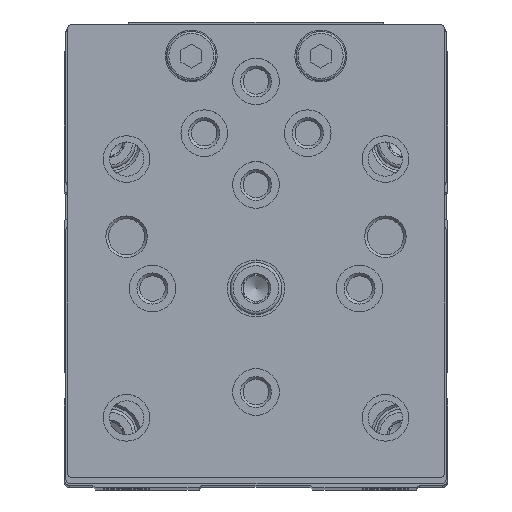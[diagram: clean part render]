
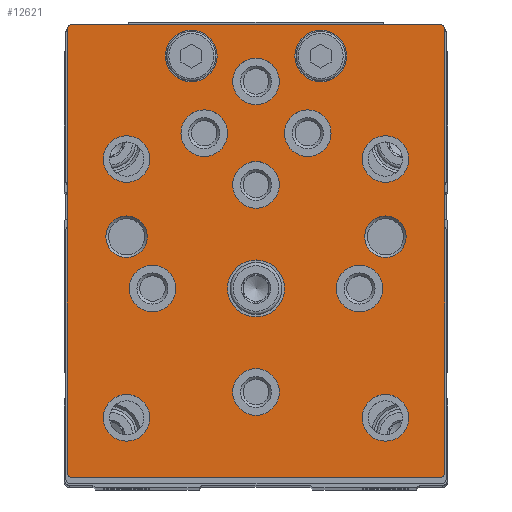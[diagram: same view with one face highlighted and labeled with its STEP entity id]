
A CAD part, top view. The second image highlights one B-rep face of the part: STEP entity #12621.
In plain terms, the highlighted planar face has unit normal (0, 0, 1).
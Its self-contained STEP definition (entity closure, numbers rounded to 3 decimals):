
#544=PLANE('',#13944);
#1108=CIRCLE('',#13930,1.);
#1110=CIRCLE('',#13934,1.);
#1112=CIRCLE('',#13938,1.);
#1114=CIRCLE('',#13942,1.);
#1115=CIRCLE('',#13945,5.5);
#1116=CIRCLE('',#13946,4.);
#1117=CIRCLE('',#13947,4.);
#1118=CIRCLE('',#13948,4.5);
#1119=CIRCLE('',#13949,4.5);
#1120=CIRCLE('',#13950,4.5);
#1121=CIRCLE('',#13951,4.5);
#1122=CIRCLE('',#13952,4.5);
#1123=CIRCLE('',#13953,4.5);
#1124=CIRCLE('',#13954,4.5);
#1125=CIRCLE('',#13955,4.5);
#1126=CIRCLE('',#13956,4.5);
#1127=CIRCLE('',#13957,4.5);
#1128=CIRCLE('',#13958,4.5);
#1129=CIRCLE('',#13959,5.);
#1130=CIRCLE('',#13960,5.);
#2045=LINE('',#21586,#2961);
#2049=LINE('',#21598,#2965);
#2053=LINE('',#21610,#2969);
#2057=LINE('',#21620,#2973);
#2961=VECTOR('',#17343,1000.);
#2965=VECTOR('',#17355,1000.);
#2969=VECTOR('',#17367,1000.);
#2973=VECTOR('',#17379,1000.);
#5990=ORIENTED_EDGE('',*,*,#7878,.T.);
#5991=ORIENTED_EDGE('',*,*,#7879,.T.);
#5992=ORIENTED_EDGE('',*,*,#7880,.T.);
#5993=ORIENTED_EDGE('',*,*,#7881,.T.);
#5994=ORIENTED_EDGE('',*,*,#7882,.T.);
#5995=ORIENTED_EDGE('',*,*,#7883,.T.);
#5996=ORIENTED_EDGE('',*,*,#7884,.T.);
#5997=ORIENTED_EDGE('',*,*,#7885,.T.);
#5998=ORIENTED_EDGE('',*,*,#7886,.T.);
#5999=ORIENTED_EDGE('',*,*,#7887,.T.);
#6000=ORIENTED_EDGE('',*,*,#7888,.T.);
#6001=ORIENTED_EDGE('',*,*,#7889,.T.);
#6002=ORIENTED_EDGE('',*,*,#7890,.T.);
#6003=ORIENTED_EDGE('',*,*,#7891,.T.);
#6004=ORIENTED_EDGE('',*,*,#7892,.F.);
#6005=ORIENTED_EDGE('',*,*,#7893,.F.);
#6006=ORIENTED_EDGE('',*,*,#7855,.T.);
#6007=ORIENTED_EDGE('',*,*,#7859,.T.);
#6008=ORIENTED_EDGE('',*,*,#7862,.T.);
#6009=ORIENTED_EDGE('',*,*,#7865,.T.);
#6010=ORIENTED_EDGE('',*,*,#7868,.T.);
#6011=ORIENTED_EDGE('',*,*,#7871,.T.);
#6012=ORIENTED_EDGE('',*,*,#7874,.T.);
#6013=ORIENTED_EDGE('',*,*,#7877,.T.);
#7855=EDGE_CURVE('',#9121,#9120,#1108,.T.);
#7859=EDGE_CURVE('',#9120,#9123,#2045,.T.);
#7862=EDGE_CURVE('',#9123,#9125,#1110,.T.);
#7865=EDGE_CURVE('',#9125,#9127,#2049,.T.);
#7868=EDGE_CURVE('',#9127,#9129,#1112,.T.);
#7871=EDGE_CURVE('',#9129,#9131,#2053,.T.);
#7874=EDGE_CURVE('',#9131,#9133,#1114,.T.);
#7877=EDGE_CURVE('',#9133,#9121,#2057,.T.);
#7878=EDGE_CURVE('',#9134,#9134,#1115,.T.);
#7879=EDGE_CURVE('',#9135,#9135,#1116,.T.);
#7880=EDGE_CURVE('',#9136,#9136,#1117,.T.);
#7881=EDGE_CURVE('',#9137,#9137,#1118,.T.);
#7882=EDGE_CURVE('',#9138,#9138,#1119,.T.);
#7883=EDGE_CURVE('',#9139,#9139,#1120,.T.);
#7884=EDGE_CURVE('',#9140,#9140,#1121,.T.);
#7885=EDGE_CURVE('',#9141,#9141,#1122,.T.);
#7886=EDGE_CURVE('',#9142,#9142,#1123,.T.);
#7887=EDGE_CURVE('',#9143,#9143,#1124,.T.);
#7888=EDGE_CURVE('',#9144,#9144,#1125,.T.);
#7889=EDGE_CURVE('',#9145,#9145,#1126,.T.);
#7890=EDGE_CURVE('',#9146,#9146,#1127,.T.);
#7891=EDGE_CURVE('',#9147,#9147,#1128,.T.);
#7892=EDGE_CURVE('',#9148,#9148,#1129,.T.);
#7893=EDGE_CURVE('',#9149,#9149,#1130,.T.);
#9120=VERTEX_POINT('',#21577);
#9121=VERTEX_POINT('',#21579);
#9123=VERTEX_POINT('',#21585);
#9125=VERTEX_POINT('',#21591);
#9127=VERTEX_POINT('',#21597);
#9129=VERTEX_POINT('',#21603);
#9131=VERTEX_POINT('',#21609);
#9133=VERTEX_POINT('',#21615);
#9134=VERTEX_POINT('',#21623);
#9135=VERTEX_POINT('',#21625);
#9136=VERTEX_POINT('',#21627);
#9137=VERTEX_POINT('',#21629);
#9138=VERTEX_POINT('',#21631);
#9139=VERTEX_POINT('',#21633);
#9140=VERTEX_POINT('',#21635);
#9141=VERTEX_POINT('',#21637);
#9142=VERTEX_POINT('',#21639);
#9143=VERTEX_POINT('',#21641);
#9144=VERTEX_POINT('',#21643);
#9145=VERTEX_POINT('',#21645);
#9146=VERTEX_POINT('',#21647);
#9147=VERTEX_POINT('',#21649);
#9148=VERTEX_POINT('',#21651);
#9149=VERTEX_POINT('',#21653);
#10335=EDGE_LOOP('',(#5990));
#10336=EDGE_LOOP('',(#5991));
#10337=EDGE_LOOP('',(#5992));
#10338=EDGE_LOOP('',(#5993));
#10339=EDGE_LOOP('',(#5994));
#10340=EDGE_LOOP('',(#5995));
#10341=EDGE_LOOP('',(#5996));
#10342=EDGE_LOOP('',(#5997));
#10343=EDGE_LOOP('',(#5998));
#10344=EDGE_LOOP('',(#5999));
#10345=EDGE_LOOP('',(#6000));
#10346=EDGE_LOOP('',(#6001));
#10347=EDGE_LOOP('',(#6002));
#10348=EDGE_LOOP('',(#6003));
#10349=EDGE_LOOP('',(#6004));
#10350=EDGE_LOOP('',(#6005));
#10351=EDGE_LOOP('',(#6006,#6007,#6008,#6009,#6010,#6011,#6012,#6013));
#11501=FACE_BOUND('',#10335,.T.);
#11502=FACE_BOUND('',#10336,.T.);
#11503=FACE_BOUND('',#10337,.T.);
#11504=FACE_BOUND('',#10338,.T.);
#11505=FACE_BOUND('',#10339,.T.);
#11506=FACE_BOUND('',#10340,.T.);
#11507=FACE_BOUND('',#10341,.T.);
#11508=FACE_BOUND('',#10342,.T.);
#11509=FACE_BOUND('',#10343,.T.);
#11510=FACE_BOUND('',#10344,.T.);
#11511=FACE_BOUND('',#10345,.T.);
#11512=FACE_BOUND('',#10346,.T.);
#11513=FACE_BOUND('',#10347,.T.);
#11514=FACE_BOUND('',#10348,.T.);
#11515=FACE_BOUND('',#10349,.T.);
#11516=FACE_BOUND('',#10350,.T.);
#11517=FACE_BOUND('',#10351,.T.);
#12621=ADVANCED_FACE('',(#11501,#11502,#11503,#11504,#11505,#11506,#11507,
#11508,#11509,#11510,#11511,#11512,#11513,#11514,#11515,#11516,#11517),
#544,.T.);
#13930=AXIS2_PLACEMENT_3D('',#21578,#17336,#17337);
#13934=AXIS2_PLACEMENT_3D('',#21592,#17349,#17350);
#13938=AXIS2_PLACEMENT_3D('',#21604,#17361,#17362);
#13942=AXIS2_PLACEMENT_3D('',#21616,#17373,#17374);
#13944=AXIS2_PLACEMENT_3D('',#21621,#17380,#17381);
#13945=AXIS2_PLACEMENT_3D('',#21622,#17382,#17383);
#13946=AXIS2_PLACEMENT_3D('',#21624,#17384,#17385);
#13947=AXIS2_PLACEMENT_3D('',#21626,#17386,#17387);
#13948=AXIS2_PLACEMENT_3D('',#21628,#17388,#17389);
#13949=AXIS2_PLACEMENT_3D('',#21630,#17390,#17391);
#13950=AXIS2_PLACEMENT_3D('',#21632,#17392,#17393);
#13951=AXIS2_PLACEMENT_3D('',#21634,#17394,#17395);
#13952=AXIS2_PLACEMENT_3D('',#21636,#17396,#17397);
#13953=AXIS2_PLACEMENT_3D('',#21638,#17398,#17399);
#13954=AXIS2_PLACEMENT_3D('',#21640,#17400,#17401);
#13955=AXIS2_PLACEMENT_3D('',#21642,#17402,#17403);
#13956=AXIS2_PLACEMENT_3D('',#21644,#17404,#17405);
#13957=AXIS2_PLACEMENT_3D('',#21646,#17406,#17407);
#13958=AXIS2_PLACEMENT_3D('',#21648,#17408,#17409);
#13959=AXIS2_PLACEMENT_3D('',#21650,#17410,#17411);
#13960=AXIS2_PLACEMENT_3D('',#21652,#17412,#17413);
#17336=DIRECTION('',(0.,0.,1.));
#17337=DIRECTION('',(1.,0.,0.));
#17343=DIRECTION('',(0.,-1.,0.));
#17349=DIRECTION('',(0.,0.,1.));
#17350=DIRECTION('',(1.,0.,0.));
#17355=DIRECTION('',(1.,0.,0.));
#17361=DIRECTION('',(0.,0.,1.));
#17362=DIRECTION('',(1.,0.,0.));
#17367=DIRECTION('',(0.,1.,0.));
#17373=DIRECTION('',(0.,0.,1.));
#17374=DIRECTION('',(1.,0.,0.));
#17379=DIRECTION('',(-1.,0.,0.));
#17380=DIRECTION('',(0.,0.,1.));
#17381=DIRECTION('',(1.,0.,0.));
#17382=DIRECTION('',(0.,0.,-1.));
#17383=DIRECTION('',(-1.,0.,0.));
#17384=DIRECTION('',(0.,0.,-1.));
#17385=DIRECTION('',(-1.,0.,0.));
#17386=DIRECTION('',(0.,0.,-1.));
#17387=DIRECTION('',(-1.,0.,0.));
#17388=DIRECTION('',(0.,0.,-1.));
#17389=DIRECTION('',(-1.,0.,0.));
#17390=DIRECTION('',(0.,0.,-1.));
#17391=DIRECTION('',(-1.,0.,0.));
#17392=DIRECTION('',(0.,0.,-1.));
#17393=DIRECTION('',(-1.,0.,0.));
#17394=DIRECTION('',(0.,0.,-1.));
#17395=DIRECTION('',(-1.,0.,0.));
#17396=DIRECTION('',(0.,0.,-1.));
#17397=DIRECTION('',(-1.,0.,0.));
#17398=DIRECTION('',(0.,0.,-1.));
#17399=DIRECTION('',(-1.,0.,0.));
#17400=DIRECTION('',(0.,0.,-1.));
#17401=DIRECTION('',(-1.,0.,0.));
#17402=DIRECTION('',(0.,0.,-1.));
#17403=DIRECTION('',(-1.,0.,0.));
#17404=DIRECTION('',(0.,0.,-1.));
#17405=DIRECTION('',(-1.,0.,0.));
#17406=DIRECTION('',(0.,0.,-1.));
#17407=DIRECTION('',(-1.,0.,0.));
#17408=DIRECTION('',(0.,0.,-1.));
#17409=DIRECTION('',(-1.,0.,0.));
#17410=DIRECTION('',(0.,0.,1.));
#17411=DIRECTION('',(1.,0.,0.));
#17412=DIRECTION('',(0.,0.,1.));
#17413=DIRECTION('',(1.,0.,0.));
#21577=CARTESIAN_POINT('',(-36.5,-1.5,15.));
#21578=CARTESIAN_POINT('',(-35.5,-1.5,15.));
#21579=CARTESIAN_POINT('',(-35.5,-0.5,15.));
#21585=CARTESIAN_POINT('',(-36.5,-87.,15.));
#21586=CARTESIAN_POINT('',(-36.5,-1.5,15.));
#21591=CARTESIAN_POINT('',(-35.5,-88.,15.));
#21592=CARTESIAN_POINT('',(-35.5,-87.,15.));
#21597=CARTESIAN_POINT('',(35.5,-88.,15.));
#21598=CARTESIAN_POINT('',(-35.5,-88.,15.));
#21603=CARTESIAN_POINT('',(36.5,-87.,15.));
#21604=CARTESIAN_POINT('',(35.5,-87.,15.));
#21609=CARTESIAN_POINT('',(36.5,-1.5,15.));
#21610=CARTESIAN_POINT('',(36.5,-87.,15.));
#21615=CARTESIAN_POINT('',(35.5,-0.5,15.));
#21616=CARTESIAN_POINT('',(35.5,-1.5,15.));
#21620=CARTESIAN_POINT('',(35.5,-0.5,15.));
#21621=CARTESIAN_POINT('',(-35.5,-1.5,15.));
#21622=CARTESIAN_POINT('',(0.,-51.5,15.));
#21623=CARTESIAN_POINT('',(-5.5,-51.5,15.));
#21624=CARTESIAN_POINT('',(-25.,-41.5,15.));
#21625=CARTESIAN_POINT('',(-29.,-41.5,15.));
#21626=CARTESIAN_POINT('',(25.,-41.5,15.));
#21627=CARTESIAN_POINT('',(21.,-41.5,15.));
#21628=CARTESIAN_POINT('',(-25.,-26.5,15.));
#21629=CARTESIAN_POINT('',(-29.5,-26.5,15.));
#21630=CARTESIAN_POINT('',(-25.,-76.5,15.));
#21631=CARTESIAN_POINT('',(-29.5,-76.5,15.));
#21632=CARTESIAN_POINT('',(25.,-76.5,15.));
#21633=CARTESIAN_POINT('',(20.5,-76.5,15.));
#21634=CARTESIAN_POINT('',(25.,-26.5,15.));
#21635=CARTESIAN_POINT('',(20.5,-26.5,15.));
#21636=CARTESIAN_POINT('',(0.,-71.5,15.));
#21637=CARTESIAN_POINT('',(-4.5,-71.5,15.));
#21638=CARTESIAN_POINT('',(-20.,-51.5,15.));
#21639=CARTESIAN_POINT('',(-24.5,-51.5,15.));
#21640=CARTESIAN_POINT('',(0.,-11.5,15.));
#21641=CARTESIAN_POINT('',(-4.5,-11.5,15.));
#21642=CARTESIAN_POINT('',(10.,-21.5,15.));
#21643=CARTESIAN_POINT('',(5.5,-21.5,15.));
#21644=CARTESIAN_POINT('',(-10.,-21.5,15.));
#21645=CARTESIAN_POINT('',(-14.5,-21.5,15.));
#21646=CARTESIAN_POINT('',(0.,-31.5,15.));
#21647=CARTESIAN_POINT('',(-4.5,-31.5,15.));
#21648=CARTESIAN_POINT('',(20.,-51.5,15.));
#21649=CARTESIAN_POINT('',(15.5,-51.5,15.));
#21650=CARTESIAN_POINT('',(-12.5,-6.6,15.));
#21651=CARTESIAN_POINT('',(-7.5,-6.6,15.));
#21652=CARTESIAN_POINT('',(12.5,-6.6,15.));
#21653=CARTESIAN_POINT('',(17.5,-6.6,15.));
